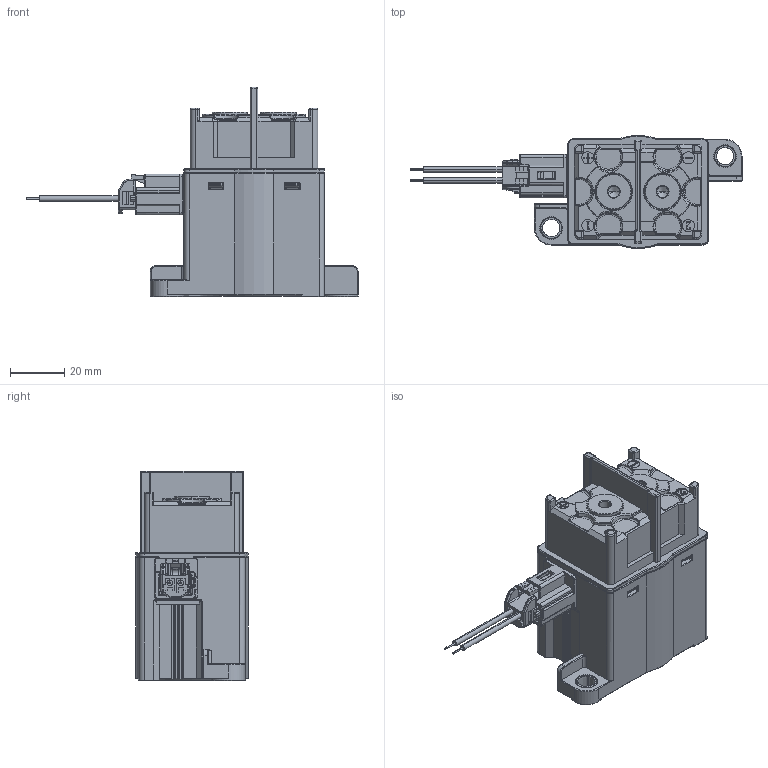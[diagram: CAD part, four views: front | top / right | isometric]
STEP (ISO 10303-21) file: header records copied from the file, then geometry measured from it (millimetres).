
FILE_DESCRIPTION((''),'2;1');
FILE_NAME('EVH150A_ASM','2021-01-06T19:06:04',('dell'),(''),'CREO PARAMETRIC BY PTC INC, 2020033','CREO PARAMETRIC BY PTC INC, 2020033','');
FILE_SCHEMA(('CONFIG_CONTROL_DESIGN'));
Products named in the file (12): 1-565; 1-567; 1-569; _1_1; 1-572; 1-574; 1-575; 1-576; 1-577; 1-578; ADMI08C4EB88FOI3_ASM; EVH150A_ASM
Assembly tree (11 placements, depth 3):
  EVH150A_ASM
    ADMI08C4EB88FOI3_ASM
      1-565
      1-567
      1-569
      _1_1
      1-572
      1-574
      1-575
      1-576
      1-577
      1-578
Bounding box: 122.25 x 41.53 x 77.1 mm (x, y, z)
Volume: 33267.4 mm3; surface area: 41447.7 mm2
Topology: 10 solids, 10 shells, 2086 faces, 5603 edges, 3485 vertices
Faces by surface type: plane 955, cylinder 640, torus 270, bspline 113, cone 44, sphere 40, extrusion 24
Entity records: 69757 total; most frequent: CARTESIAN_POINT 18028, ORIENTED_EDGE 11058, DIRECTION 10569, EDGE_CURVE 5529, AXIS2_PLACEMENT_3D 3621, VERTEX_POINT 3485, VECTOR 3327, LINE 3303
